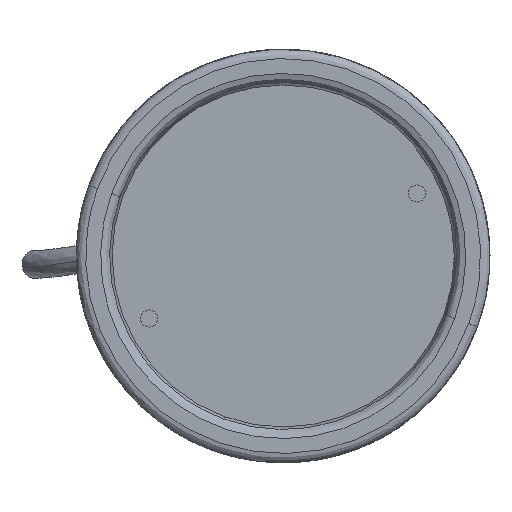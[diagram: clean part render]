
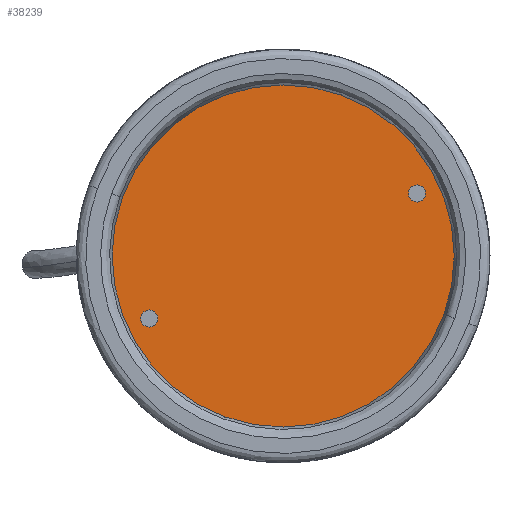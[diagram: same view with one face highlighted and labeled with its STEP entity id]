
A CAD part, front view. The second image highlights one B-rep face of the part: STEP entity #38239.
In plain terms, the highlighted planar face has unit normal (0, -1, 0).
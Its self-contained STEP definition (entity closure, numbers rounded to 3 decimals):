
#1165 = PLANE ( 'NONE',  #12750 ) ;
#1442 = EDGE_LOOP ( 'NONE', ( #42089, #16099 ) ) ;
#4782 = CARTESIAN_POINT ( 'NONE',  ( -30.838, 5.2, -33.588 ) ) ;
#4997 = CIRCLE ( 'NONE', #18449, 2.75 ) ;
#5459 = DIRECTION ( 'NONE',  ( 0., -1., 0. ) ) ;
#5838 = DIRECTION ( 'NONE',  ( 0., -1., 0. ) ) ;
#6310 = DIRECTION ( 'NONE',  ( 1., 0., 0. ) ) ;
#7070 = AXIS2_PLACEMENT_3D ( 'NONE', #58395, #44212, #53263 ) ;
#7310 = AXIS2_PLACEMENT_3D ( 'NONE', #19683, #5838, #28453 ) ;
#7519 = VERTEX_POINT ( 'NONE', #19813 ) ;
#8531 = EDGE_CURVE ( 'NONE', #45793, #53723, #43411, .T. ) ;
#9397 = DIRECTION ( 'NONE',  ( 1., 0., 0. ) ) ;
#10772 = FACE_BOUND ( 'NONE', #48390, .T. ) ;
#11231 = CIRCLE ( 'NONE', #25703, 2.75 ) ;
#11366 = CARTESIAN_POINT ( 'NONE',  ( 0., 5.2, -55. ) ) ;
#12750 = AXIS2_PLACEMENT_3D ( 'NONE', #29459, #19522, #47535 ) ;
#13931 = DIRECTION ( 'NONE',  ( 0., -1., 0. ) ) ;
#15649 = CARTESIAN_POINT ( 'NONE',  ( 33.588, 5.2, 33.588 ) ) ;
#16099 = ORIENTED_EDGE ( 'NONE', *, *, #44900, .T. ) ;
#17457 = AXIS2_PLACEMENT_3D ( 'NONE', #50077, #13931, #9397 ) ;
#17465 = ORIENTED_EDGE ( 'NONE', *, *, #19541, .F. ) ;
#17667 = VERTEX_POINT ( 'NONE', #4782 ) ;
#18449 = AXIS2_PLACEMENT_3D ( 'NONE', #31837, #32142, #18568 ) ;
#18568 = DIRECTION ( 'NONE',  ( 1., 0., 0. ) ) ;
#19334 = ORIENTED_EDGE ( 'NONE', *, *, #34784, .F. ) ;
#19522 = DIRECTION ( 'NONE',  ( 0., 1., 0. ) ) ;
#19541 = EDGE_CURVE ( 'NONE', #53723, #45793, #11231, .T. ) ;
#19683 = CARTESIAN_POINT ( 'NONE',  ( 0., 5.2, 0. ) ) ;
#19813 = CARTESIAN_POINT ( 'NONE',  ( 0., 5.2, 55. ) ) ;
#20001 = CARTESIAN_POINT ( 'NONE',  ( 36.338, 5.2, 33.588 ) ) ;
#23924 = CARTESIAN_POINT ( 'NONE',  ( -36.338, 5.2, -33.588 ) ) ;
#25703 = AXIS2_PLACEMENT_3D ( 'NONE', #15649, #5459, #6310 ) ;
#26344 = EDGE_CURVE ( 'NONE', #31982, #7519, #49648, .T. ) ;
#28453 = DIRECTION ( 'NONE',  ( 0., 0., -1. ) ) ;
#29459 = CARTESIAN_POINT ( 'NONE',  ( -110., 5.2, -110. ) ) ;
#29754 = DIRECTION ( 'NONE',  ( 0., -1., 0. ) ) ;
#31837 = CARTESIAN_POINT ( 'NONE',  ( -33.588, 5.2, -33.588 ) ) ;
#31982 = VERTEX_POINT ( 'NONE', #11366 ) ;
#32138 = EDGE_CURVE ( 'NONE', #37475, #17667, #4997, .T. ) ;
#32142 = DIRECTION ( 'NONE',  ( 0., -1., 0. ) ) ;
#33296 = ORIENTED_EDGE ( 'NONE', *, *, #32138, .F. ) ;
#33339 = CIRCLE ( 'NONE', #53571, 55. ) ;
#34784 = EDGE_CURVE ( 'NONE', #17667, #37475, #37865, .T. ) ;
#34850 = EDGE_LOOP ( 'NONE', ( #56260, #17465 ) ) ;
#37475 = VERTEX_POINT ( 'NONE', #23924 ) ;
#37865 = CIRCLE ( 'NONE', #7070, 2.75 ) ;
#38194 = DIRECTION ( 'NONE',  ( 0., 0., -1. ) ) ;
#38239 = ADVANCED_FACE ( 'NONE', ( #45779, #10772, #52371 ), #1165, .F. ) ;
#38483 = CARTESIAN_POINT ( 'NONE',  ( 0., 5.2, 0. ) ) ;
#42089 = ORIENTED_EDGE ( 'NONE', *, *, #26344, .T. ) ;
#43411 = CIRCLE ( 'NONE', #17457, 2.75 ) ;
#44212 = DIRECTION ( 'NONE',  ( 0., -1., 0. ) ) ;
#44900 = EDGE_CURVE ( 'NONE', #7519, #31982, #33339, .T. ) ;
#45779 = FACE_BOUND ( 'NONE', #34850, .T. ) ;
#45793 = VERTEX_POINT ( 'NONE', #20001 ) ;
#47535 = DIRECTION ( 'NONE',  ( 0., 0., 1. ) ) ;
#48390 = EDGE_LOOP ( 'NONE', ( #19334, #33296 ) ) ;
#49648 = CIRCLE ( 'NONE', #7310, 55. ) ;
#50077 = CARTESIAN_POINT ( 'NONE',  ( 33.588, 5.2, 33.588 ) ) ;
#52371 = FACE_OUTER_BOUND ( 'NONE', #1442, .T. ) ;
#53263 = DIRECTION ( 'NONE',  ( 1., 0., 0. ) ) ;
#53571 = AXIS2_PLACEMENT_3D ( 'NONE', #38483, #29754, #38194 ) ;
#53723 = VERTEX_POINT ( 'NONE', #58802 ) ;
#56260 = ORIENTED_EDGE ( 'NONE', *, *, #8531, .F. ) ;
#58395 = CARTESIAN_POINT ( 'NONE',  ( -33.588, 5.2, -33.588 ) ) ;
#58802 = CARTESIAN_POINT ( 'NONE',  ( 30.838, 5.2, 33.588 ) ) ;
